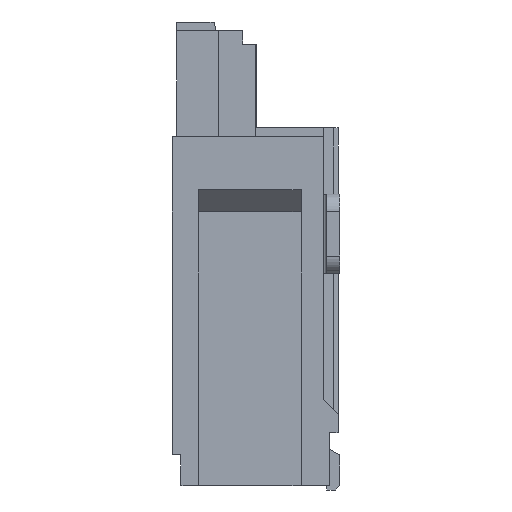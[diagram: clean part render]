
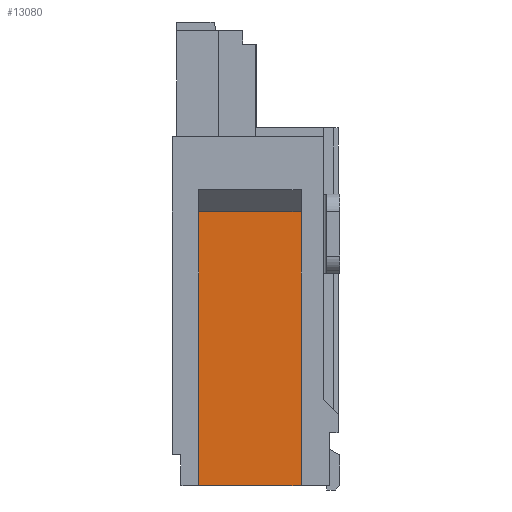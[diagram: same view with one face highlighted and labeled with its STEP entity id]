
A CAD part, left-side view. The second image highlights one B-rep face of the part: STEP entity #13080.
In plain terms, the highlighted planar face has unit normal (-1, 0, 0).
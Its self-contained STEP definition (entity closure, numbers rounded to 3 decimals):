
#4771=DIRECTION('',(0.,-1.,0.));
#4772=VECTOR('',#4771,1.16);
#4773=CARTESIAN_POINT('',(-3.35,1.58,-4.05));
#4774=LINE('',#4773,#4772);
#4795=DIRECTION('',(0.,1.,0.));
#4796=VECTOR('',#4795,1.16);
#4797=CARTESIAN_POINT('',(-3.35,0.42,-0.95));
#4798=LINE('',#4797,#4796);
#4799=DIRECTION('',(0.,0.,1.));
#4800=VECTOR('',#4799,3.1);
#4801=CARTESIAN_POINT('',(-3.35,1.58,-4.05));
#4802=LINE('',#4801,#4800);
#4811=DIRECTION('',(0.,0.,1.));
#4812=VECTOR('',#4811,3.1);
#4813=CARTESIAN_POINT('',(-3.35,0.42,-4.05));
#4814=LINE('',#4813,#4812);
#4972=CARTESIAN_POINT('',(-3.35,1.58,-4.05));
#4973=CARTESIAN_POINT('',(-3.35,0.42,-4.05));
#4974=VERTEX_POINT('',#4972);
#4975=VERTEX_POINT('',#4973);
#5042=CARTESIAN_POINT('',(-3.35,1.58,-0.95));
#5044=VERTEX_POINT('',#5042);
#5048=CARTESIAN_POINT('',(-3.35,0.42,-0.95));
#5049=VERTEX_POINT('',#5048);
#13066=CARTESIAN_POINT('',(-3.35,1.58,-4.05));
#13067=DIRECTION('',(1.,0.,0.));
#13068=DIRECTION('',(0.,-1.,0.));
#13069=AXIS2_PLACEMENT_3D('',#13066,#13067,#13068);
#13070=PLANE('',#13069);
#13072=ORIENTED_EDGE('',*,*,#13071,.F.);
#13074=ORIENTED_EDGE('',*,*,#13073,.F.);
#13075=ORIENTED_EDGE('',*,*,#13051,.F.);
#13077=ORIENTED_EDGE('',*,*,#13076,.T.);
#13078=EDGE_LOOP('',(#13072,#13074,#13075,#13077));
#13079=FACE_OUTER_BOUND('',#13078,.F.);
#13080=ADVANCED_FACE('',(#13079),#13070,.F.);
#13051=EDGE_CURVE('',#4974,#4975,#4774,.T.);
#13071=EDGE_CURVE('',#5049,#5044,#4798,.T.);
#13073=EDGE_CURVE('',#4975,#5049,#4814,.T.);
#13076=EDGE_CURVE('',#4974,#5044,#4802,.T.);
